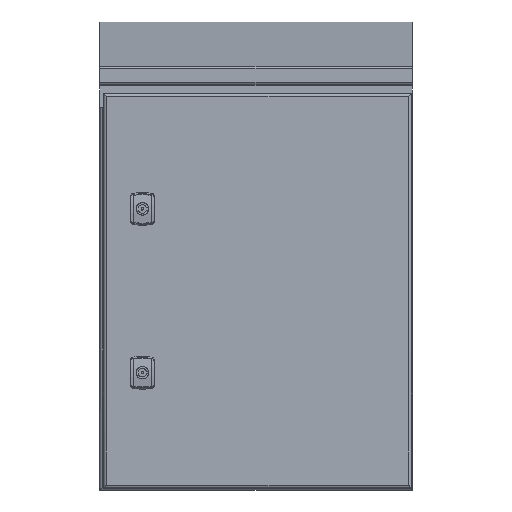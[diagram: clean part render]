
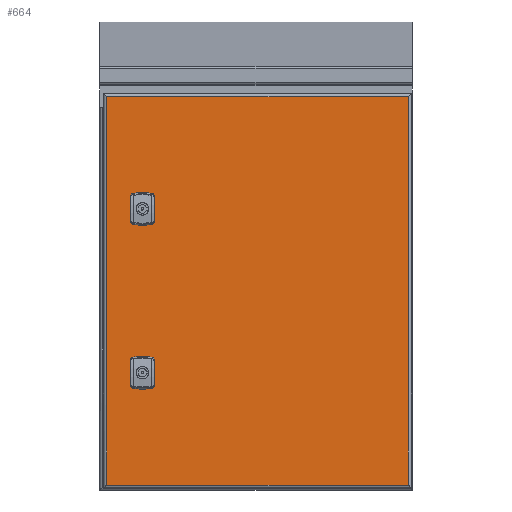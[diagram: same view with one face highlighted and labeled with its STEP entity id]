
A CAD part, top view. The second image highlights one B-rep face of the part: STEP entity #664.
In plain terms, the highlighted planar face has unit normal (0, 0, 1).
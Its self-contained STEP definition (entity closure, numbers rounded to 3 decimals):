
#664 = ADVANCED_FACE( '', ( #1675, #1676, #1677 ), #1678, .F. );
#1675 = FACE_BOUND( '', #3254, .T. );
#1676 = FACE_BOUND( '', #3255, .T. );
#1677 = FACE_OUTER_BOUND( '', #3256, .T. );
#1678 = PLANE( '', #3257 );
#3254 = EDGE_LOOP( '', ( #5021, #5022, #5023, #5024, #5025, #5026, #5027, #5028 ) );
#3255 = EDGE_LOOP( '', ( #5029, #5030, #5031, #5032, #5033, #5034, #5035, #5036 ) );
#3256 = EDGE_LOOP( '', ( #5037, #5038, #5039, #5040 ) );
#3257 = AXIS2_PLACEMENT_3D( '', #5041, #5042, #5043 );
#5021 = ORIENTED_EDGE( '', *, *, #8883, .F. );
#5022 = ORIENTED_EDGE( '', *, *, #8884, .F. );
#5023 = ORIENTED_EDGE( '', *, *, #8885, .F. );
#5024 = ORIENTED_EDGE( '', *, *, #8886, .F. );
#5025 = ORIENTED_EDGE( '', *, *, #8887, .F. );
#5026 = ORIENTED_EDGE( '', *, *, #8888, .F. );
#5027 = ORIENTED_EDGE( '', *, *, #8889, .F. );
#5028 = ORIENTED_EDGE( '', *, *, #8890, .F. );
#5029 = ORIENTED_EDGE( '', *, *, #8891, .F. );
#5030 = ORIENTED_EDGE( '', *, *, #8892, .F. );
#5031 = ORIENTED_EDGE( '', *, *, #8893, .F. );
#5032 = ORIENTED_EDGE( '', *, *, #8894, .F. );
#5033 = ORIENTED_EDGE( '', *, *, #8895, .F. );
#5034 = ORIENTED_EDGE( '', *, *, #8896, .F. );
#5035 = ORIENTED_EDGE( '', *, *, #8897, .F. );
#5036 = ORIENTED_EDGE( '', *, *, #8898, .F. );
#5037 = ORIENTED_EDGE( '', *, *, #8899, .F. );
#5038 = ORIENTED_EDGE( '', *, *, #8900, .F. );
#5039 = ORIENTED_EDGE( '', *, *, #8901, .T. );
#5040 = ORIENTED_EDGE( '', *, *, #8802, .T. );
#5041 = CARTESIAN_POINT( '', ( -197.5, 253., 0. ) );
#5042 = DIRECTION( '', ( 0., 0., -1. ) );
#5043 = DIRECTION( '', ( -1., 0., 0. ) );
#8802 = EDGE_CURVE( '', #10430, #10431, #10432, .T. );
#8883 = EDGE_CURVE( '', #10574, #10575, #10576, .T. );
#8884 = EDGE_CURVE( '', #10577, #10574, #10578, .T. );
#8885 = EDGE_CURVE( '', #10579, #10577, #10580, .T. );
#8886 = EDGE_CURVE( '', #10581, #10579, #10582, .T. );
#8887 = EDGE_CURVE( '', #10583, #10581, #10584, .T. );
#8888 = EDGE_CURVE( '', #10585, #10583, #10586, .T. );
#8889 = EDGE_CURVE( '', #10587, #10585, #10588, .T. );
#8890 = EDGE_CURVE( '', #10575, #10587, #10589, .T. );
#8891 = EDGE_CURVE( '', #10590, #10591, #10592, .T. );
#8892 = EDGE_CURVE( '', #10593, #10590, #10594, .T. );
#8893 = EDGE_CURVE( '', #10595, #10593, #10596, .T. );
#8894 = EDGE_CURVE( '', #10597, #10595, #10598, .T. );
#8895 = EDGE_CURVE( '', #10599, #10597, #10600, .T. );
#8896 = EDGE_CURVE( '', #10601, #10599, #10602, .T. );
#8897 = EDGE_CURVE( '', #10603, #10601, #10604, .T. );
#8898 = EDGE_CURVE( '', #10591, #10603, #10605, .T. );
#8899 = EDGE_CURVE( '', #10606, #10431, #10607, .T. );
#8900 = EDGE_CURVE( '', #10608, #10606, #10609, .T. );
#8901 = EDGE_CURVE( '', #10608, #10430, #10610, .T. );
#10430 = VERTEX_POINT( '', #12767 );
#10431 = VERTEX_POINT( '', #12768 );
#10432 = LINE( '', #12769, #12770 );
#10574 = VERTEX_POINT( '', #12961 );
#10575 = VERTEX_POINT( '', #12962 );
#10576 = CIRCLE( '', #12963, 11.25 );
#10577 = VERTEX_POINT( '', #12964 );
#10578 = LINE( '', #12965, #12966 );
#10579 = VERTEX_POINT( '', #12967 );
#10580 = CIRCLE( '', #12968, 11.25 );
#10581 = VERTEX_POINT( '', #12969 );
#10582 = LINE( '', #12970, #12971 );
#10583 = VERTEX_POINT( '', #12972 );
#10584 = CIRCLE( '', #12973, 11.25 );
#10585 = VERTEX_POINT( '', #12974 );
#10586 = LINE( '', #12975, #12976 );
#10587 = VERTEX_POINT( '', #12977 );
#10588 = CIRCLE( '', #12978, 11.25 );
#10589 = LINE( '', #12979, #12980 );
#10590 = VERTEX_POINT( '', #12981 );
#10591 = VERTEX_POINT( '', #12982 );
#10592 = CIRCLE( '', #12983, 11.25 );
#10593 = VERTEX_POINT( '', #12984 );
#10594 = LINE( '', #12985, #12986 );
#10595 = VERTEX_POINT( '', #12987 );
#10596 = CIRCLE( '', #12988, 11.25 );
#10597 = VERTEX_POINT( '', #12989 );
#10598 = LINE( '', #12990, #12991 );
#10599 = VERTEX_POINT( '', #12992 );
#10600 = CIRCLE( '', #12993, 11.25 );
#10601 = VERTEX_POINT( '', #12994 );
#10602 = LINE( '', #12995, #12996 );
#10603 = VERTEX_POINT( '', #12997 );
#10604 = CIRCLE( '', #12998, 11.25 );
#10605 = LINE( '', #12999, #13000 );
#10606 = VERTEX_POINT( '', #13001 );
#10607 = LINE( '', #13002, #13003 );
#10608 = VERTEX_POINT( '', #13004 );
#10609 = LINE( '', #13005, #13006 );
#10610 = LINE( '', #13007, #13008 );
#12767 = CARTESIAN_POINT( '', ( -193.5, 249., 0. ) );
#12768 = CARTESIAN_POINT( '', ( -193.5, -249., 0. ) );
#12769 = CARTESIAN_POINT( '', ( -193.5, 253., 0. ) );
#12770 = VECTOR( '', #15875, 1000. );
#12961 = CARTESIAN_POINT( '', ( -157.7, 100.254, 0. ) );
#12962 = CARTESIAN_POINT( '', ( -152.246, 94.8, 0. ) );
#12963 = AXIS2_PLACEMENT_3D( '', #15979, #15980, #15981 );
#12964 = CARTESIAN_POINT( '', ( -157.7, 109.746, 0. ) );
#12965 = CARTESIAN_POINT( '', ( -157.7, 109.746, 0. ) );
#12966 = VECTOR( '', #15982, 1000. );
#12967 = CARTESIAN_POINT( '', ( -152.246, 115.2, 0. ) );
#12968 = AXIS2_PLACEMENT_3D( '', #15983, #15984, #15985 );
#12969 = CARTESIAN_POINT( '', ( -142.754, 115.2, 0. ) );
#12970 = CARTESIAN_POINT( '', ( -142.754, 115.2, 0. ) );
#12971 = VECTOR( '', #15986, 1000. );
#12972 = CARTESIAN_POINT( '', ( -137.3, 109.746, 0. ) );
#12973 = AXIS2_PLACEMENT_3D( '', #15987, #15988, #15989 );
#12974 = CARTESIAN_POINT( '', ( -137.3, 100.254, 0. ) );
#12975 = CARTESIAN_POINT( '', ( -137.3, 100.254, 0. ) );
#12976 = VECTOR( '', #15990, 1000. );
#12977 = CARTESIAN_POINT( '', ( -142.754, 94.8, 0. ) );
#12978 = AXIS2_PLACEMENT_3D( '', #15991, #15992, #15993 );
#12979 = CARTESIAN_POINT( '', ( -152.246, 94.8, 0. ) );
#12980 = VECTOR( '', #15994, 1000. );
#12981 = CARTESIAN_POINT( '', ( -157.7, -109.746, 0. ) );
#12982 = CARTESIAN_POINT( '', ( -152.246, -115.2, 0. ) );
#12983 = AXIS2_PLACEMENT_3D( '', #15995, #15996, #15997 );
#12984 = CARTESIAN_POINT( '', ( -157.7, -100.254, 0. ) );
#12985 = CARTESIAN_POINT( '', ( -157.7, -100.254, 0. ) );
#12986 = VECTOR( '', #15998, 1000. );
#12987 = CARTESIAN_POINT( '', ( -152.246, -94.8, 0. ) );
#12988 = AXIS2_PLACEMENT_3D( '', #15999, #16000, #16001 );
#12989 = CARTESIAN_POINT( '', ( -142.754, -94.8, 0. ) );
#12990 = CARTESIAN_POINT( '', ( -142.754, -94.8, 0. ) );
#12991 = VECTOR( '', #16002, 1000. );
#12992 = CARTESIAN_POINT( '', ( -137.3, -100.254, 0. ) );
#12993 = AXIS2_PLACEMENT_3D( '', #16003, #16004, #16005 );
#12994 = CARTESIAN_POINT( '', ( -137.3, -109.746, 0. ) );
#12995 = CARTESIAN_POINT( '', ( -137.3, -109.746, 0. ) );
#12996 = VECTOR( '', #16006, 1000. );
#12997 = CARTESIAN_POINT( '', ( -142.754, -115.2, 0. ) );
#12998 = AXIS2_PLACEMENT_3D( '', #16007, #16008, #16009 );
#12999 = CARTESIAN_POINT( '', ( -152.246, -115.2, 0. ) );
#13000 = VECTOR( '', #16010, 1000. );
#13001 = CARTESIAN_POINT( '', ( 193.5, -249., 0. ) );
#13002 = CARTESIAN_POINT( '', ( 197.5, -249., 0. ) );
#13003 = VECTOR( '', #16011, 1000. );
#13004 = CARTESIAN_POINT( '', ( 193.5, 249., 0. ) );
#13005 = CARTESIAN_POINT( '', ( 193.5, 253., 0. ) );
#13006 = VECTOR( '', #16012, 1000. );
#13007 = CARTESIAN_POINT( '', ( 197.5, 249., 0. ) );
#13008 = VECTOR( '', #16013, 1000. );
#15875 = DIRECTION( '', ( 0., -1., 0. ) );
#15979 = CARTESIAN_POINT( '', ( -147.5, 105., 0. ) );
#15980 = DIRECTION( '', ( 0., 0., 1. ) );
#15981 = DIRECTION( '', ( 1., 0., 0. ) );
#15982 = DIRECTION( '', ( 0., -1., 0. ) );
#15983 = CARTESIAN_POINT( '', ( -147.5, 105., 0. ) );
#15984 = DIRECTION( '', ( 0., 0., 1. ) );
#15985 = DIRECTION( '', ( 1., 0., 0. ) );
#15986 = DIRECTION( '', ( -1., 0., 0. ) );
#15987 = CARTESIAN_POINT( '', ( -147.5, 105., 0. ) );
#15988 = DIRECTION( '', ( 0., 0., 1. ) );
#15989 = DIRECTION( '', ( 1., 0., 0. ) );
#15990 = DIRECTION( '', ( 0., 1., 0. ) );
#15991 = CARTESIAN_POINT( '', ( -147.5, 105., 0. ) );
#15992 = DIRECTION( '', ( 0., 0., 1. ) );
#15993 = DIRECTION( '', ( 1., 0., 0. ) );
#15994 = DIRECTION( '', ( 1., 0., 0. ) );
#15995 = CARTESIAN_POINT( '', ( -147.5, -105., 0. ) );
#15996 = DIRECTION( '', ( 0., 0., 1. ) );
#15997 = DIRECTION( '', ( 1., 0., 0. ) );
#15998 = DIRECTION( '', ( 0., -1., 0. ) );
#15999 = CARTESIAN_POINT( '', ( -147.5, -105., 0. ) );
#16000 = DIRECTION( '', ( 0., 0., 1. ) );
#16001 = DIRECTION( '', ( 1., 0., 0. ) );
#16002 = DIRECTION( '', ( -1., 0., 0. ) );
#16003 = CARTESIAN_POINT( '', ( -147.5, -105., 0. ) );
#16004 = DIRECTION( '', ( 0., 0., 1. ) );
#16005 = DIRECTION( '', ( 1., 0., 0. ) );
#16006 = DIRECTION( '', ( 0., 1., 0. ) );
#16007 = CARTESIAN_POINT( '', ( -147.5, -105., 0. ) );
#16008 = DIRECTION( '', ( 0., 0., 1. ) );
#16009 = DIRECTION( '', ( 1., 0., 0. ) );
#16010 = DIRECTION( '', ( 1., 0., 0. ) );
#16011 = DIRECTION( '', ( -1., 0., 0. ) );
#16012 = DIRECTION( '', ( 0., -1., 0. ) );
#16013 = DIRECTION( '', ( -1., 0., 0. ) );
